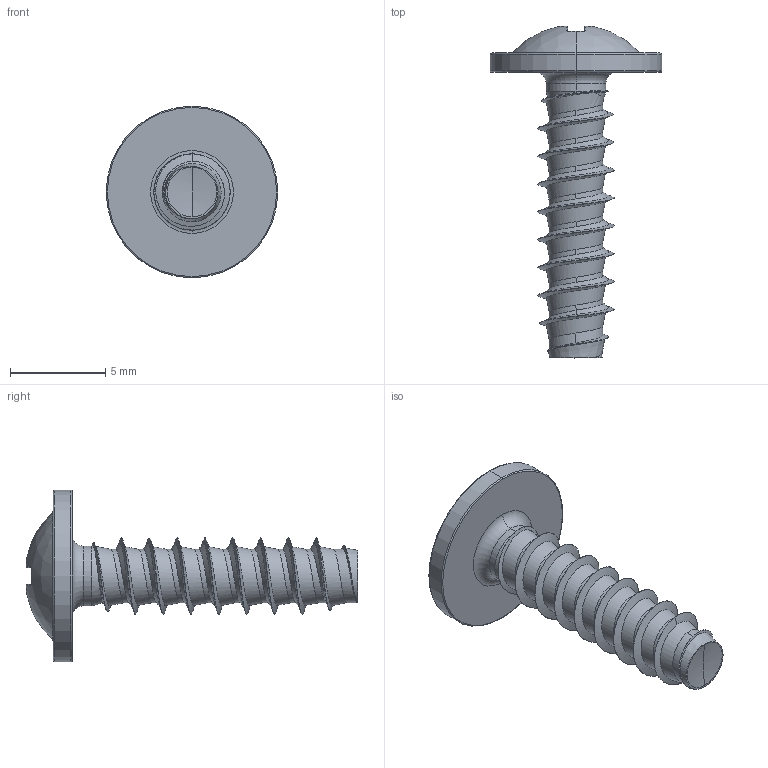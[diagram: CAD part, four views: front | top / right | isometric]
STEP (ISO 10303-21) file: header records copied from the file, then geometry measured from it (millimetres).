
FILE_DESCRIPTION (( 'STEP AP203' ), '1' );
FILE_NAME ('STP210400150.STEP', '2017-08-14T17:31:10', ( '' ), ( '' ), 'SwSTEP 2.0', 'SolidWorks 2015', '' );
FILE_SCHEMA (( 'CONFIG_CONTROL_DESIGN' ));
Length unit declared in the file: millimetre
Products named in the file (1): STP210400150
Bounding box: 9 x 17.42 x 9 mm (x, y, z)
Volume: 194.2 mm3; surface area: 384.9 mm2
Topology: 1 solids, 1 shells, 189 faces, 449 edges, 263 vertices
Faces by surface type: bspline 55, cylinder 45, plane 31, torus 30, sphere 20, cone 8
Entity records: 24073 total; most frequent: CARTESIAN_POINT 20123, ORIENTED_EDGE 894, DIRECTION 733, EDGE_CURVE 447, AXIS2_PLACEMENT_3D 322, VERTEX_POINT 263, EDGE_LOOP 192, ADVANCED_FACE 189
